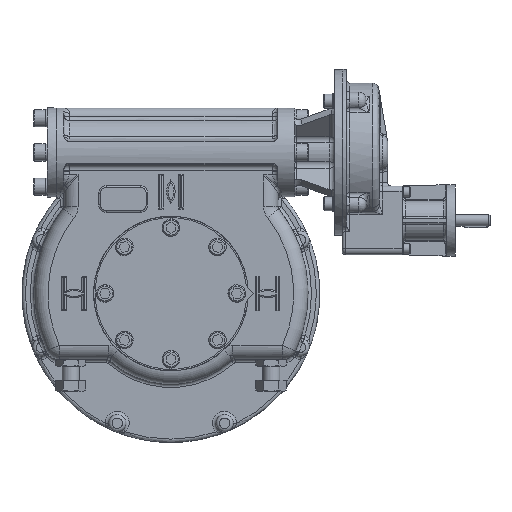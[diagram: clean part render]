
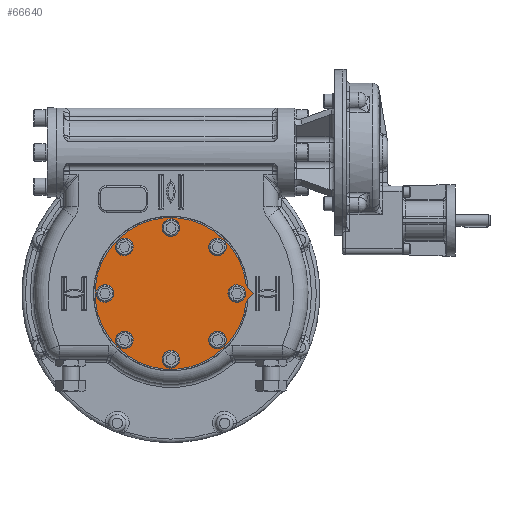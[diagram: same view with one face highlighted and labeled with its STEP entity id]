
A CAD part, top view. The second image highlights one B-rep face of the part: STEP entity #66640.
In plain terms, the highlighted planar face has unit normal (0, 0, 1).
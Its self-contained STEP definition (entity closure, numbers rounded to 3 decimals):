
#2214=CIRCLE('',#71289,15.35);
#2216=CIRCLE('',#71293,15.35);
#2217=CIRCLE('',#71294,15.35);
#2218=CIRCLE('',#71295,15.35);
#2219=CIRCLE('',#71296,15.35);
#2220=CIRCLE('',#71297,15.35);
#2221=CIRCLE('',#71298,15.35);
#2222=CIRCLE('',#71299,15.35);
#2223=CIRCLE('',#71300,132.5);
#10567=ORIENTED_EDGE('',*,*,#27130,.F.);
#10568=ORIENTED_EDGE('',*,*,#27131,.F.);
#10569=ORIENTED_EDGE('',*,*,#27132,.F.);
#10570=ORIENTED_EDGE('',*,*,#27133,.F.);
#10571=ORIENTED_EDGE('',*,*,#27126,.F.);
#10572=ORIENTED_EDGE('',*,*,#27134,.F.);
#10573=ORIENTED_EDGE('',*,*,#27135,.F.);
#10574=ORIENTED_EDGE('',*,*,#27136,.F.);
#10575=ORIENTED_EDGE('',*,*,#27137,.F.);
#10576=ORIENTED_EDGE('',*,*,#27138,.F.);
#10577=ORIENTED_EDGE('',*,*,#27139,.F.);
#27126=EDGE_CURVE('',#35837,#35837,#2214,.T.);
#27130=EDGE_CURVE('',#35841,#35841,#2216,.T.);
#27131=EDGE_CURVE('',#35842,#35842,#2217,.T.);
#27132=EDGE_CURVE('',#35843,#35843,#2218,.T.);
#27133=EDGE_CURVE('',#35844,#35844,#2219,.T.);
#27134=EDGE_CURVE('',#35845,#35845,#2220,.T.);
#27135=EDGE_CURVE('',#35846,#35846,#2221,.T.);
#27136=EDGE_CURVE('',#35847,#35847,#2222,.T.);
#27137=EDGE_CURVE('',#35848,#35849,#2223,.T.);
#27138=EDGE_CURVE('',#35850,#35848,#41904,.T.);
#27139=EDGE_CURVE('',#35849,#35850,#41905,.T.);
#35837=VERTEX_POINT('',#105243);
#35841=VERTEX_POINT('',#105253);
#35842=VERTEX_POINT('',#105255);
#35843=VERTEX_POINT('',#105257);
#35844=VERTEX_POINT('',#105259);
#35845=VERTEX_POINT('',#105261);
#35846=VERTEX_POINT('',#105263);
#35847=VERTEX_POINT('',#105265);
#35848=VERTEX_POINT('',#105267);
#35849=VERTEX_POINT('',#105268);
#35850=VERTEX_POINT('',#105270);
#41904=LINE('',#105269,#48755);
#41905=LINE('',#105271,#48756);
#48755=VECTOR('',#80242,1000.);
#48756=VECTOR('',#80243,1000.);
#55382=EDGE_LOOP('',(#10567));
#55383=EDGE_LOOP('',(#10568));
#55384=EDGE_LOOP('',(#10569));
#55385=EDGE_LOOP('',(#10570));
#55386=EDGE_LOOP('',(#10571));
#55387=EDGE_LOOP('',(#10572));
#55388=EDGE_LOOP('',(#10573));
#55389=EDGE_LOOP('',(#10574));
#55390=EDGE_LOOP('',(#10575,#10576,#10577));
#59578=FACE_BOUND('',#55382,.T.);
#59579=FACE_BOUND('',#55383,.T.);
#59580=FACE_BOUND('',#55384,.T.);
#59581=FACE_BOUND('',#55385,.T.);
#59582=FACE_BOUND('',#55386,.T.);
#59583=FACE_BOUND('',#55387,.T.);
#59584=FACE_BOUND('',#55388,.T.);
#59585=FACE_BOUND('',#55389,.T.);
#59586=FACE_BOUND('',#55390,.T.);
#62973=PLANE('',#71292);
#66640=ADVANCED_FACE('',(#59578,#59579,#59580,#59581,#59582,#59583,#59584,
#59585,#59586),#62973,.F.);
#71289=AXIS2_PLACEMENT_3D('',#105242,#80216,#80217);
#71292=AXIS2_PLACEMENT_3D('',#105251,#80224,#80225);
#71293=AXIS2_PLACEMENT_3D('',#105252,#80226,#80227);
#71294=AXIS2_PLACEMENT_3D('',#105254,#80228,#80229);
#71295=AXIS2_PLACEMENT_3D('',#105256,#80230,#80231);
#71296=AXIS2_PLACEMENT_3D('',#105258,#80232,#80233);
#71297=AXIS2_PLACEMENT_3D('',#105260,#80234,#80235);
#71298=AXIS2_PLACEMENT_3D('',#105262,#80236,#80237);
#71299=AXIS2_PLACEMENT_3D('',#105264,#80238,#80239);
#71300=AXIS2_PLACEMENT_3D('',#105266,#80240,#80241);
#80216=DIRECTION('',(0.,0.,1.));
#80217=DIRECTION('',(-0.924,0.382,0.));
#80224=DIRECTION('',(0.,0.,-1.));
#80225=DIRECTION('',(-1.,0.,0.));
#80226=DIRECTION('',(0.,0.,1.));
#80227=DIRECTION('',(0.924,-0.382,0.));
#80228=DIRECTION('',(0.,0.,1.));
#80229=DIRECTION('',(0.383,-0.924,0.));
#80230=DIRECTION('',(0.,0.,1.));
#80231=DIRECTION('',(0.382,0.924,0.));
#80232=DIRECTION('',(0.,0.,1.));
#80233=DIRECTION('',(0.924,0.383,0.));
#80234=DIRECTION('',(0.,0.,1.));
#80235=DIRECTION('',(-0.383,0.924,0.));
#80236=DIRECTION('',(0.,0.,1.));
#80237=DIRECTION('',(-0.382,-0.924,0.));
#80238=DIRECTION('',(0.,0.,1.));
#80239=DIRECTION('',(-0.924,-0.383,0.));
#80240=DIRECTION('',(0.,0.,-1.));
#80241=DIRECTION('',(1.,0.,0.));
#80242=DIRECTION('',(-0.707,-0.707,0.));
#80243=DIRECTION('',(0.707,-0.707,0.));
#105242=CARTESIAN_POINT('',(81.317,81.317,132.9));
#105243=CARTESIAN_POINT('',(67.133,87.186,132.9));
#105251=CARTESIAN_POINT('',(0.,0.,132.9));
#105252=CARTESIAN_POINT('',(-81.317,-81.317,132.9));
#105253=CARTESIAN_POINT('',(-67.133,-87.186,132.9));
#105254=CARTESIAN_POINT('',(-115.,0.,132.9));
#105255=CARTESIAN_POINT('',(-109.12,-14.179,132.9));
#105256=CARTESIAN_POINT('',(81.317,-81.317,132.9));
#105257=CARTESIAN_POINT('',(87.186,-67.133,132.9));
#105258=CARTESIAN_POINT('',(0.,-115.,132.9));
#105259=CARTESIAN_POINT('',(14.179,-109.12,132.9));
#105260=CARTESIAN_POINT('',(115.,0.,132.9));
#105261=CARTESIAN_POINT('',(109.12,14.179,132.9));
#105262=CARTESIAN_POINT('',(-81.317,81.317,132.9));
#105263=CARTESIAN_POINT('',(-87.186,67.133,132.9));
#105264=CARTESIAN_POINT('',(0.,115.,132.9));
#105265=CARTESIAN_POINT('',(-14.179,109.12,132.9));
#105266=CARTESIAN_POINT('',(0.,0.,132.9));
#105267=CARTESIAN_POINT('',(131.845,-13.155,132.9));
#105268=CARTESIAN_POINT('',(131.845,13.155,132.9));
#105269=CARTESIAN_POINT('',(145.,0.,132.9));
#105270=CARTESIAN_POINT('',(145.,0.,132.9));
#105271=CARTESIAN_POINT('',(131.845,13.155,132.9));
